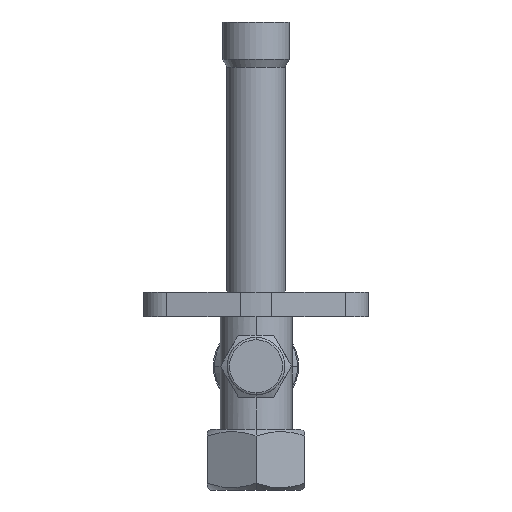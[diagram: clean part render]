
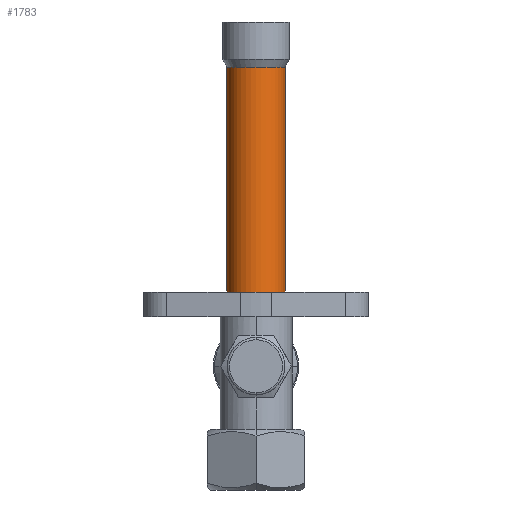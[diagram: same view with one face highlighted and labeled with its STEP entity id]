
A CAD part, front view. The second image highlights one B-rep face of the part: STEP entity #1783.
In plain terms, the highlighted cylindrical face has radius 6.45 mm (diameter 12.9 mm), a partial arc.
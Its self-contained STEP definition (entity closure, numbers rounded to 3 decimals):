
#205=CARTESIAN_POINT('',(0.,0.,5.5));
#206=DIRECTION('',(0.,0.,1.));
#207=DIRECTION('',(-1.,0.,0.));
#208=AXIS2_PLACEMENT_3D('',#205,#206,#207);
#321=DIRECTION('',(0.,0.,-1.));
#322=VECTOR('',#321,49.968);
#323=CARTESIAN_POINT('',(6.45,0.,55.468));
#324=LINE('',#323,#322);
#325=DIRECTION('',(0.,0.,-1.));
#326=VECTOR('',#325,49.968);
#327=CARTESIAN_POINT('',(-6.45,0.,55.468));
#328=LINE('',#327,#326);
#329=CARTESIAN_POINT('',(0.,0.,55.468));
#330=DIRECTION('',(0.,0.,-1.));
#331=DIRECTION('',(1.,0.,0.));
#332=AXIS2_PLACEMENT_3D('',#329,#330,#331);
#1250=CARTESIAN_POINT('',(6.45,0.,55.468));
#1251=VERTEX_POINT('',#1250);
#1262=CARTESIAN_POINT('',(-6.45,0.,55.468));
#1263=VERTEX_POINT('',#1262);
#1274=CARTESIAN_POINT('',(6.45,0.,5.5));
#1275=VERTEX_POINT('',#1274);
#1276=CARTESIAN_POINT('',(-6.45,0.,5.5));
#1277=VERTEX_POINT('',#1276);
#1772=CARTESIAN_POINT('',(0.,0.,2.5));
#1773=DIRECTION('',(0.,0.,1.));
#1774=DIRECTION('',(-1.,0.,0.));
#1775=AXIS2_PLACEMENT_3D('',#1772,#1773,#1774);
#1776=CYLINDRICAL_SURFACE('',#1775,6.45);
#1777=ORIENTED_EDGE('',*,*,#1763,.T.);
#1778=ORIENTED_EDGE('',*,*,#1533,.F.);
#1779=ORIENTED_EDGE('',*,*,#1766,.F.);
#1780=ORIENTED_EDGE('',*,*,#1737,.F.);
#1781=EDGE_LOOP('',(#1777,#1778,#1779,#1780));
#1782=FACE_OUTER_BOUND('',#1781,.F.);
#1783=ADVANCED_FACE('',(#1782),#1776,.T.);
#209=CIRCLE('',#208,6.45);
#333=CIRCLE('',#332,6.45);
#1533=EDGE_CURVE('',#1277,#1275,#209,.T.);
#1737=EDGE_CURVE('',#1251,#1263,#333,.T.);
#1763=EDGE_CURVE('',#1251,#1275,#324,.T.);
#1766=EDGE_CURVE('',#1263,#1277,#328,.T.);
